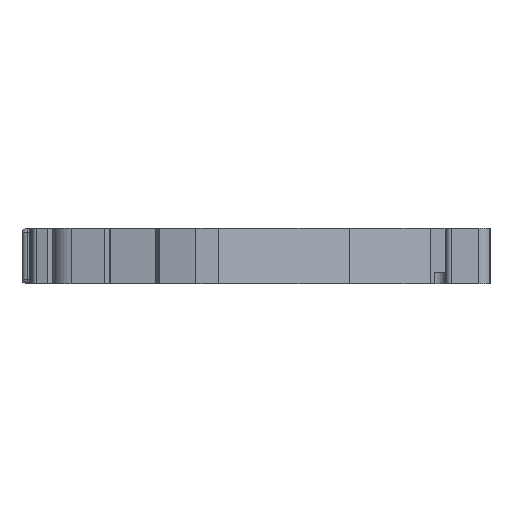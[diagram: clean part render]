
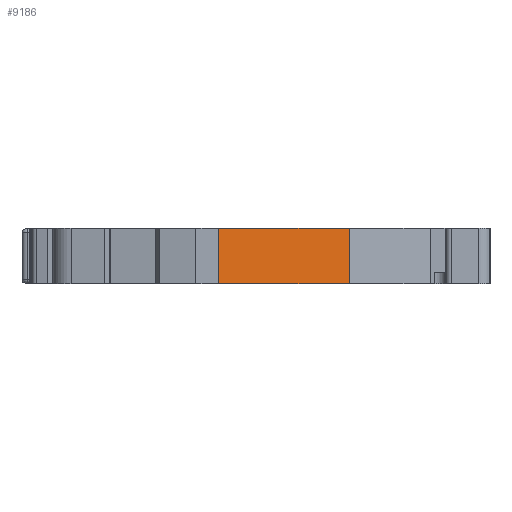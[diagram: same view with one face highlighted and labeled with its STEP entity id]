
A CAD part, left-side view. The second image highlights one B-rep face of the part: STEP entity #9186.
In plain terms, the highlighted planar face has unit normal (-0.985, -0.175, 0).
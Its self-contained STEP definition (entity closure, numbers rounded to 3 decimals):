
#358 = CARTESIAN_POINT ( 'NONE',  ( -36.096, -14.399, 5. ) ) ;
#402 = DIRECTION ( 'NONE',  ( 0., 0., 1. ) ) ;
#795 = CARTESIAN_POINT ( 'NONE',  ( -36.096, -14.399, -43.504 ) ) ;
#1274 = DIRECTION ( 'NONE',  ( 0.175, -0.985, 0. ) ) ;
#1560 = CARTESIAN_POINT ( 'NONE',  ( -38.2, -2.537, 0. ) ) ;
#1865 = ORIENTED_EDGE ( 'NONE', *, *, #7244, .F. ) ;
#2728 = ORIENTED_EDGE ( 'NONE', *, *, #7191, .F. ) ;
#3345 = CARTESIAN_POINT ( 'NONE',  ( -36.096, -14.399, 0. ) ) ;
#3413 = VERTEX_POINT ( 'NONE', #358 ) ;
#3583 = VERTEX_POINT ( 'NONE', #1560 ) ;
#5794 = AXIS2_PLACEMENT_3D ( 'NONE', #6486, #18062, #1274 ) ;
#5891 = DIRECTION ( 'NONE',  ( 0.175, -0.985, 0. ) ) ;
#6486 = CARTESIAN_POINT ( 'NONE',  ( -21.986, -93.936, -43.504 ) ) ;
#6541 = EDGE_CURVE ( 'NONE', #8269, #3583, #14248, .T. ) ;
#6552 = VERTEX_POINT ( 'NONE', #17009 ) ;
#6600 = EDGE_CURVE ( 'NONE', #8269, #3413, #13931, .T. ) ;
#6799 = ORIENTED_EDGE ( 'NONE', *, *, #6541, .F. ) ;
#7123 = ORIENTED_EDGE ( 'NONE', *, *, #6600, .T. ) ;
#7191 = EDGE_CURVE ( 'NONE', #3583, #6552, #9832, .T. ) ;
#7244 = EDGE_CURVE ( 'NONE', #6552, #3413, #9804, .T. ) ;
#7507 = CARTESIAN_POINT ( 'NONE',  ( -21.986, -93.936, 5. ) ) ;
#7956 = EDGE_LOOP ( 'NONE', ( #6799, #7123, #1865, #2728 ) ) ;
#8269 = VERTEX_POINT ( 'NONE', #3345 ) ;
#9181 = CARTESIAN_POINT ( 'NONE',  ( -38.2, -2.537, -43.504 ) ) ;
#9186 = ADVANCED_FACE ( 'NONE', ( #16218 ), #10684, .T. ) ;
#9804 = LINE ( 'NONE', #7507, #9919 ) ;
#9814 = VECTOR ( 'NONE', #402, 1000. ) ;
#9832 = LINE ( 'NONE', #9181, #9814 ) ;
#9919 = VECTOR ( 'NONE', #5891, 1000. ) ;
#10684 = PLANE ( 'NONE',  #5794 ) ;
#13877 = VECTOR ( 'NONE', #16847, 1000. ) ;
#13931 = LINE ( 'NONE', #795, #13877 ) ;
#14195 = VECTOR ( 'NONE', #17081, 1000. ) ;
#14248 = LINE ( 'NONE', #17145, #14195 ) ;
#16218 = FACE_OUTER_BOUND ( 'NONE', #7956, .T. ) ;
#16847 = DIRECTION ( 'NONE',  ( 0., 0., 1. ) ) ;
#17009 = CARTESIAN_POINT ( 'NONE',  ( -38.2, -2.537, 5. ) ) ;
#17081 = DIRECTION ( 'NONE',  ( -0.175, 0.985, 0. ) ) ;
#17145 = CARTESIAN_POINT ( 'NONE',  ( -21.986, -93.936, 0. ) ) ;
#18062 = DIRECTION ( 'NONE',  ( -0.985, -0.175, 0. ) ) ;
